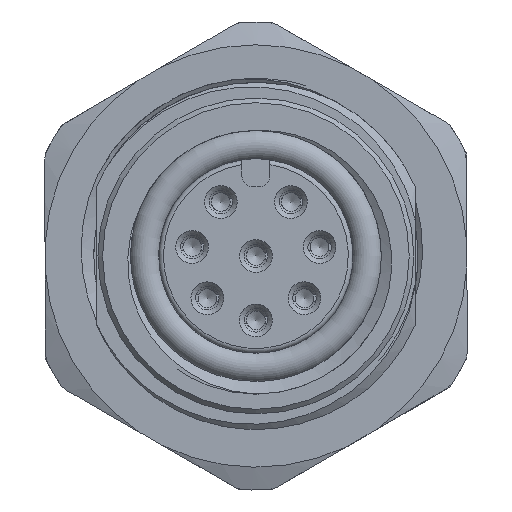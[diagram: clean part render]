
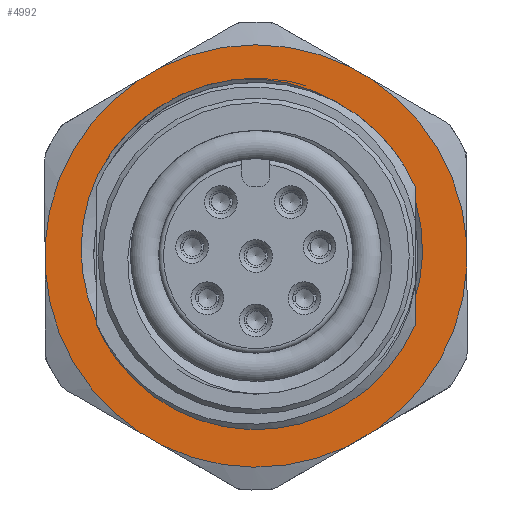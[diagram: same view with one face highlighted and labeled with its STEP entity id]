
A CAD part, front view. The second image highlights one B-rep face of the part: STEP entity #4992.
In plain terms, the highlighted face is planar.
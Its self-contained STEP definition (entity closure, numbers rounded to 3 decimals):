
#371=B_SPLINE_CURVE_WITH_KNOTS('',3,(#28929,#28930,#28931,#28932,#28933,
#28934,#28935),.UNSPECIFIED.,.F.,.F.,(4,1,1,1,4),(0.,0.004,
0.009,0.013,0.017),
 .UNSPECIFIED.);
#372=B_SPLINE_CURVE_WITH_KNOTS('',3,(#28939,#28940,#28941,#28942,#28943,
#28944,#28945),.UNSPECIFIED.,.F.,.F.,(4,1,1,1,4),(0.,
0.004,0.009,0.013,0.017),
 .UNSPECIFIED.);
#489=PLANE('',#5497);
#690=CIRCLE('',#5498,7.6);
#691=CIRCLE('',#5499,6.93);
#692=CIRCLE('',#5500,9.024);
#693=CIRCLE('',#5501,9.024);
#694=CIRCLE('',#5502,9.024);
#695=CIRCLE('',#5503,9.024);
#696=CIRCLE('',#5504,9.024);
#697=CIRCLE('',#5505,9.024);
#1648=ORIENTED_EDGE('',*,*,#2605,.T.);
#1649=ORIENTED_EDGE('',*,*,#2606,.T.);
#1650=ORIENTED_EDGE('',*,*,#2607,.T.);
#1651=ORIENTED_EDGE('',*,*,#2608,.T.);
#1652=ORIENTED_EDGE('',*,*,#2609,.F.);
#1653=ORIENTED_EDGE('',*,*,#2610,.T.);
#1654=ORIENTED_EDGE('',*,*,#2611,.F.);
#1655=ORIENTED_EDGE('',*,*,#2612,.T.);
#1656=ORIENTED_EDGE('',*,*,#2613,.F.);
#1657=ORIENTED_EDGE('',*,*,#2614,.T.);
#1658=ORIENTED_EDGE('',*,*,#2615,.F.);
#1659=ORIENTED_EDGE('',*,*,#2616,.T.);
#1660=ORIENTED_EDGE('',*,*,#2617,.F.);
#1661=ORIENTED_EDGE('',*,*,#2618,.T.);
#1662=ORIENTED_EDGE('',*,*,#2619,.F.);
#1663=ORIENTED_EDGE('',*,*,#2620,.T.);
#2605=EDGE_CURVE('',#3180,#3181,#690,.T.);
#2606=EDGE_CURVE('',#3181,#3182,#371,.T.);
#2607=EDGE_CURVE('',#3182,#3183,#691,.F.);
#2608=EDGE_CURVE('',#3183,#3180,#372,.T.);
#2609=EDGE_CURVE('',#3184,#3185,#692,.F.);
#2610=EDGE_CURVE('',#3184,#3186,#3482,.T.);
#2611=EDGE_CURVE('',#3187,#3186,#693,.F.);
#2612=EDGE_CURVE('',#3187,#3188,#3483,.T.);
#2613=EDGE_CURVE('',#3189,#3188,#694,.F.);
#2614=EDGE_CURVE('',#3189,#3190,#3484,.T.);
#2615=EDGE_CURVE('',#3191,#3190,#695,.F.);
#2616=EDGE_CURVE('',#3191,#3192,#3485,.T.);
#2617=EDGE_CURVE('',#3193,#3192,#696,.F.);
#2618=EDGE_CURVE('',#3193,#3194,#3486,.T.);
#2619=EDGE_CURVE('',#3195,#3194,#697,.F.);
#2620=EDGE_CURVE('',#3195,#3185,#3487,.T.);
#3180=VERTEX_POINT('',#28927);
#3181=VERTEX_POINT('',#28928);
#3182=VERTEX_POINT('',#28936);
#3183=VERTEX_POINT('',#28938);
#3184=VERTEX_POINT('',#28947);
#3185=VERTEX_POINT('',#28948);
#3186=VERTEX_POINT('',#28950);
#3187=VERTEX_POINT('',#28952);
#3188=VERTEX_POINT('',#28954);
#3189=VERTEX_POINT('',#28956);
#3190=VERTEX_POINT('',#28958);
#3191=VERTEX_POINT('',#28960);
#3192=VERTEX_POINT('',#28962);
#3193=VERTEX_POINT('',#28964);
#3194=VERTEX_POINT('',#28966);
#3195=VERTEX_POINT('',#28968);
#3482=LINE('',#28949,#3714);
#3483=LINE('',#28953,#3715);
#3484=LINE('',#28957,#3716);
#3485=LINE('',#28961,#3717);
#3486=LINE('',#28965,#3718);
#3487=LINE('',#28969,#3719);
#3714=VECTOR('',#6455,1000.);
#3715=VECTOR('',#6458,1000.);
#3716=VECTOR('',#6461,1000.);
#3717=VECTOR('',#6464,1000.);
#3718=VECTOR('',#6467,1000.);
#3719=VECTOR('',#6470,1000.);
#4103=EDGE_LOOP('',(#1648,#1649,#1650,#1651));
#4104=EDGE_LOOP('',(#1652,#1653,#1654,#1655,#1656,#1657,#1658,#1659,#1660,
#1661,#1662,#1663));
#4544=FACE_BOUND('',#4103,.T.);
#4545=FACE_BOUND('',#4104,.T.);
#4992=ADVANCED_FACE('',(#4544,#4545),#489,.T.);
#5497=AXIS2_PLACEMENT_3D('',#28925,#6447,#6448);
#5498=AXIS2_PLACEMENT_3D('',#28926,#6449,#6450);
#5499=AXIS2_PLACEMENT_3D('',#28937,#6451,#6452);
#5500=AXIS2_PLACEMENT_3D('',#28946,#6453,#6454);
#5501=AXIS2_PLACEMENT_3D('',#28951,#6456,#6457);
#5502=AXIS2_PLACEMENT_3D('',#28955,#6459,#6460);
#5503=AXIS2_PLACEMENT_3D('',#28959,#6462,#6463);
#5504=AXIS2_PLACEMENT_3D('',#28963,#6465,#6466);
#5505=AXIS2_PLACEMENT_3D('',#28967,#6468,#6469);
#6447=DIRECTION('',(1.,0.,0.));
#6448=DIRECTION('',(0.,0.,-1.));
#6449=DIRECTION('',(-1.,0.,0.));
#6450=DIRECTION('',(0.,1.,0.));
#6451=DIRECTION('',(1.,0.,0.));
#6452=DIRECTION('',(0.,0.,-1.));
#6453=DIRECTION('',(1.,0.,0.));
#6454=DIRECTION('',(0.,0.,-1.));
#6455=DIRECTION('',(0.,1.,0.));
#6456=DIRECTION('',(1.,0.,0.));
#6457=DIRECTION('',(0.,0.,-1.));
#6458=DIRECTION('',(0.,0.497,0.868));
#6459=DIRECTION('',(1.,0.,0.));
#6460=DIRECTION('',(0.,0.,-1.));
#6461=DIRECTION('',(0.,-0.497,0.868));
#6462=DIRECTION('',(1.,0.,0.));
#6463=DIRECTION('',(0.,0.,-1.));
#6464=DIRECTION('',(0.,-1.,0.));
#6465=DIRECTION('',(1.,0.,0.));
#6466=DIRECTION('',(0.,0.,-1.));
#6467=DIRECTION('',(0.,-0.498,-0.867));
#6468=DIRECTION('',(1.,0.,0.));
#6469=DIRECTION('',(0.,0.,-1.));
#6470=DIRECTION('',(0.,0.498,-0.867));
#28925=CARTESIAN_POINT('',(1.5,0.,0.));
#28926=CARTESIAN_POINT('',(1.5,0.,0.));
#28927=CARTESIAN_POINT('',(1.5,-4.081,6.411));
#28928=CARTESIAN_POINT('',(1.5,3.02,6.974));
#28929=CARTESIAN_POINT('',(1.5,3.02,6.974));
#28930=CARTESIAN_POINT('',(1.5,4.318,6.354));
#28931=CARTESIAN_POINT('',(1.5,6.523,4.378));
#28932=CARTESIAN_POINT('',(1.5,7.706,0.079));
#28933=CARTESIAN_POINT('',(1.5,6.285,-4.171));
#28934=CARTESIAN_POINT('',(1.5,3.917,-5.964));
#28935=CARTESIAN_POINT('',(1.5,2.558,-6.441));
#28936=CARTESIAN_POINT('',(1.5,2.558,-6.441));
#28937=CARTESIAN_POINT('',(1.5,0.,0.));
#28938=CARTESIAN_POINT('',(1.5,-1.511,-6.763));
#28939=CARTESIAN_POINT('',(1.5,-1.511,-6.763));
#28940=CARTESIAN_POINT('',(1.5,-2.927,-6.508));
#28941=CARTESIAN_POINT('',(1.5,-5.554,-5.103));
#28942=CARTESIAN_POINT('',(1.5,-7.621,-1.142));
#28943=CARTESIAN_POINT('',(1.5,-7.131,3.298));
#28944=CARTESIAN_POINT('',(1.5,-5.265,5.594));
#28945=CARTESIAN_POINT('',(1.5,-4.081,6.411));
#28946=CARTESIAN_POINT('',(1.5,0.,0.));
#28947=CARTESIAN_POINT('',(1.5,-0.764,-8.992));
#28948=CARTESIAN_POINT('',(1.5,-7.542,-4.955));
#28949=CARTESIAN_POINT('',(1.5,-4.376,-8.992));
#28950=CARTESIAN_POINT('',(1.5,0.764,-8.992));
#28951=CARTESIAN_POINT('',(1.5,0.,0.));
#28952=CARTESIAN_POINT('',(1.5,7.551,-4.941));
#28953=CARTESIAN_POINT('',(1.5,5.661,-8.243));
#28954=CARTESIAN_POINT('',(1.5,8.085,-4.008));
#28955=CARTESIAN_POINT('',(1.5,0.,0.));
#28956=CARTESIAN_POINT('',(1.5,8.085,4.008));
#28957=CARTESIAN_POINT('',(1.5,9.975,0.706));
#28958=CARTESIAN_POINT('',(1.5,7.551,4.941));
#28959=CARTESIAN_POINT('',(1.5,0.,0.));
#28960=CARTESIAN_POINT('',(1.5,0.537,9.008));
#28961=CARTESIAN_POINT('',(1.5,4.342,9.008));
#28962=CARTESIAN_POINT('',(1.5,-0.537,9.008));
#28963=CARTESIAN_POINT('',(1.5,0.,0.));
#28964=CARTESIAN_POINT('',(1.5,-7.542,4.955));
#28965=CARTESIAN_POINT('',(1.5,-5.646,8.254));
#28966=CARTESIAN_POINT('',(1.5,-8.078,4.024));
#28967=CARTESIAN_POINT('',(1.5,0.,0.));
#28968=CARTESIAN_POINT('',(1.5,-8.078,-4.024));
#28969=CARTESIAN_POINT('',(1.5,-9.974,-0.725));
